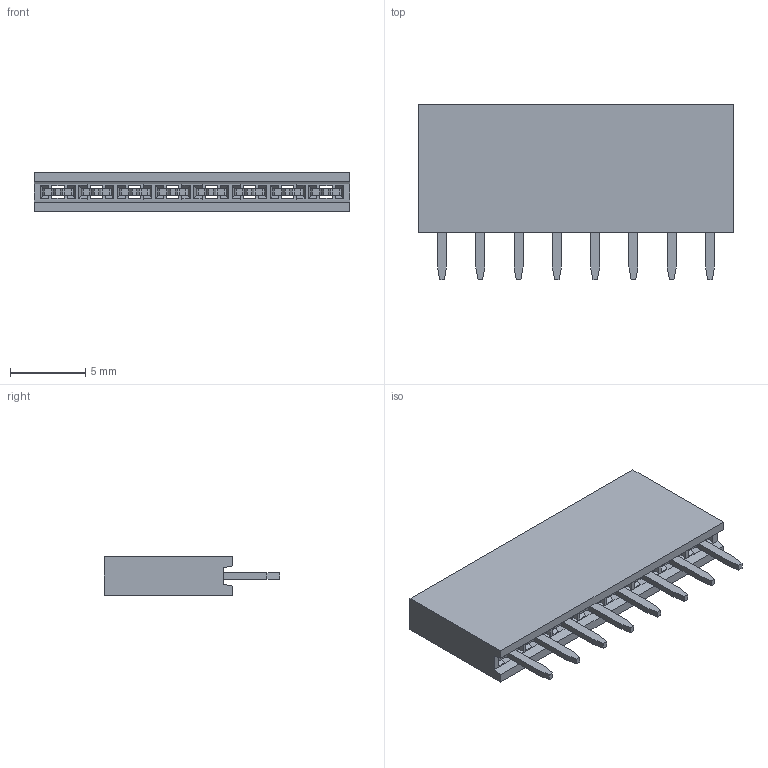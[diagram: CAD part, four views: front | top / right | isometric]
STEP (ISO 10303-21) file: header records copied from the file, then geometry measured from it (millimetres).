
FILE_DESCRIPTION(/* description */ (''),/* implementation_level */ '2;1');
FILE_NAME(/* name */ '157-08-1-xx.stp',/* time_stamp */ '2025-09-19T10:58:01+02:00',/* author */ ('andreas.larin'),/* organization */ (''),/* preprocessor_version */ 'ST-DEVELOPER v20',/* originating_system */ 'Autodesk Inventor 2025',/* authorisation */ '');
FILE_SCHEMA (('AUTOMOTIVE_DESIGN { 1 0 10303 214 3 1 1 }'));
Length unit declared in the file: millimetre
Products named in the file (1): 157-08-1-xx
Bounding box: 20.92 x 11.65 x 2.54 mm (x, y, z)
Volume: 362.6 mm3; surface area: 1120.1 mm2
Topology: 1 solids, 1 shells, 506 faces, 1432 edges, 912 vertices
Faces by surface type: plane 386, cylinder 120
Entity records: 16219 total; most frequent: ORIENTED_EDGE 2864, CARTESIAN_POINT 2851, DIRECTION 2686, EDGE_CURVE 1432, LINE 1192, VECTOR 1192, VERTEX_POINT 912, AXIS2_PLACEMENT_3D 747
